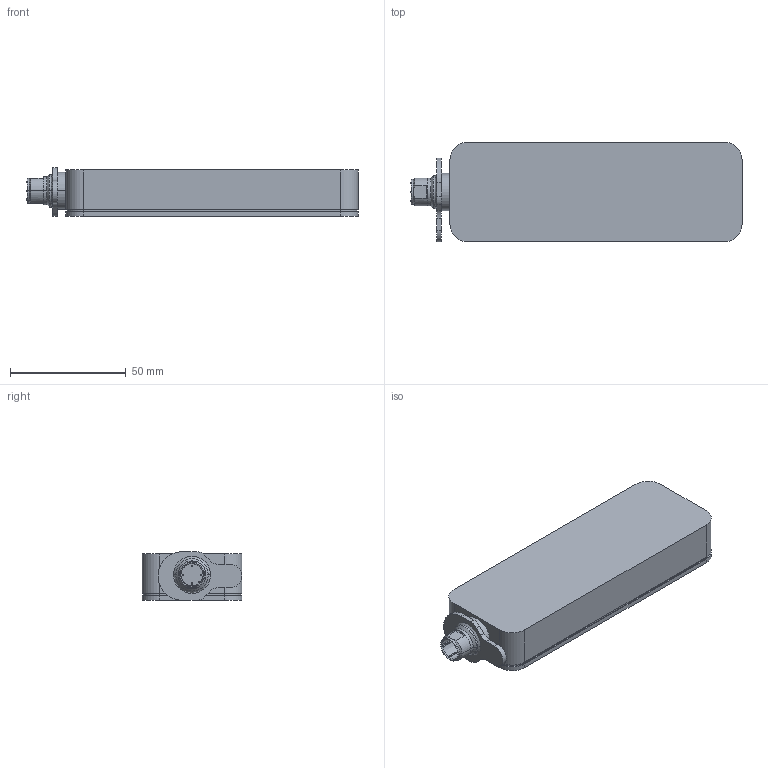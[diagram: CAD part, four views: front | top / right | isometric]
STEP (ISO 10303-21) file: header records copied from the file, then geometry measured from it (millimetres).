
FILE_DESCRIPTION((''),'2;1');
FILE_NAME('ZUSAMMENBAU_ASM','2011-12-14T',('dhelisch'),(''),'PRO/ENGINEER BY PARAMETRIC TECHNOLOGY CORPORATION, 2007250','PRO/ENGINEER BY PARAMETRIC TECHNOLOGY CORPORATION, 2007250','');
FILE_SCHEMA(('CONFIG_CONTROL_DESIGN'));
Length unit declared in the file: millimetre
Products named in the file (4): IPH-F90A-V1; PRT0003; ERDUNGSPLATTE; ZUSAMMENBAU_ASM
Assembly tree (3 placements, depth 2):
  ZUSAMMENBAU_ASM
    IPH-F90A-V1
    PRT0003
    ERDUNGSPLATTE
Bounding box: 143.25 x 43 x 21 mm (x, y, z)
Volume: 109207.6 mm3; surface area: 22123.5 mm2
Topology: 3 solids, 6 shells, 129 faces, 380 edges, 291 vertices
Faces by surface type: cylinder 60, plane 47, cone 18, sphere 4
Entity records: 5727 total; most frequent: CARTESIAN_POINT 1015, DIRECTION 772, ORIENTED_EDGE 640, EDGE_CURVE 326, AXIS2_PLACEMENT_3D 283, PRESENTATION_STYLE_ASSIGNMENT 264, STYLED_ITEM 231, CURVE_STYLE 226
